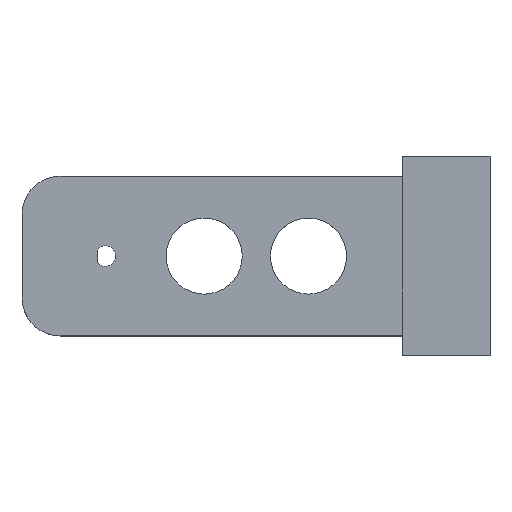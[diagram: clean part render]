
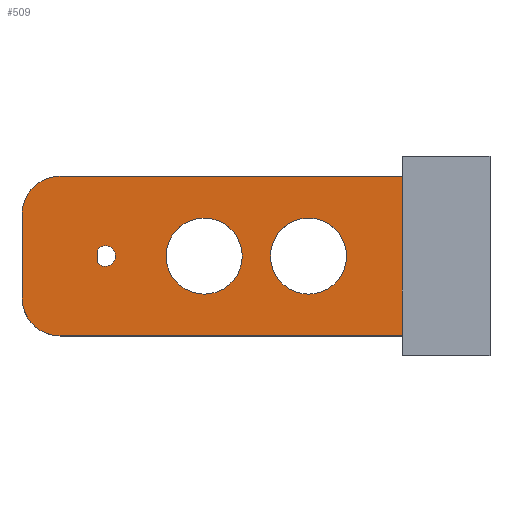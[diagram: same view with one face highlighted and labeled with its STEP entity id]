
A CAD part, top view. The second image highlights one B-rep face of the part: STEP entity #509.
In plain terms, the highlighted planar face has unit normal (0, 0, 1).
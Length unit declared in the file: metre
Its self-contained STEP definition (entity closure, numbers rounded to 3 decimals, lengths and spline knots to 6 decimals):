
#18=CIRCLE('',#550,0.0027);
#19=CIRCLE('',#551,0.01);
#20=CIRCLE('',#552,0.01);
#21=CIRCLE('',#553,0.01);
#22=CIRCLE('',#554,0.01);
#80=ORIENTED_EDGE('',*,*,#214,.F.);
#81=ORIENTED_EDGE('',*,*,#215,.F.);
#82=ORIENTED_EDGE('',*,*,#216,.F.);
#83=ORIENTED_EDGE('',*,*,#217,.F.);
#84=ORIENTED_EDGE('',*,*,#208,.T.);
#85=ORIENTED_EDGE('',*,*,#218,.T.);
#86=ORIENTED_EDGE('',*,*,#210,.T.);
#87=ORIENTED_EDGE('',*,*,#219,.F.);
#88=ORIENTED_EDGE('',*,*,#204,.F.);
#89=ORIENTED_EDGE('',*,*,#220,.T.);
#204=EDGE_CURVE('',#269,#270,#322,.T.);
#208=EDGE_CURVE('',#274,#273,#326,.T.);
#210=EDGE_CURVE('',#275,#276,#328,.T.);
#214=EDGE_CURVE('',#278,#279,#18,.T.);
#215=EDGE_CURVE('',#279,#278,#332,.T.);
#216=EDGE_CURVE('',#280,#280,#19,.T.);
#217=EDGE_CURVE('',#281,#281,#20,.T.);
#218=EDGE_CURVE('',#273,#275,#21,.T.);
#219=EDGE_CURVE('',#270,#276,#333,.T.);
#220=EDGE_CURVE('',#269,#274,#22,.T.);
#269=VERTEX_POINT('',#788);
#270=VERTEX_POINT('',#790);
#273=VERTEX_POINT('',#797);
#274=VERTEX_POINT('',#799);
#275=VERTEX_POINT('',#803);
#276=VERTEX_POINT('',#804);
#278=VERTEX_POINT('',#811);
#279=VERTEX_POINT('',#812);
#280=VERTEX_POINT('',#815);
#281=VERTEX_POINT('',#817);
#322=LINE('',#789,#380);
#326=LINE('',#798,#384);
#328=LINE('',#802,#386);
#332=LINE('',#813,#390);
#333=LINE('',#819,#391);
#380=VECTOR('',#628,1.);
#384=VECTOR('',#634,1.);
#386=VECTOR('',#638,1.);
#390=VECTOR('',#646,1.);
#391=VECTOR('',#653,1.);
#412=EDGE_LOOP('',(#80,#81));
#413=EDGE_LOOP('',(#82));
#414=EDGE_LOOP('',(#83));
#415=EDGE_LOOP('',(#84,#85,#86,#87,#88,#89));
#450=FACE_BOUND('',#412,.T.);
#451=FACE_BOUND('',#413,.T.);
#452=FACE_BOUND('',#414,.T.);
#453=FACE_BOUND('',#415,.T.);
#488=PLANE('',#549);
#509=ADVANCED_FACE('',(#450,#451,#452,#453),#488,.T.);
#549=AXIS2_PLACEMENT_3D('',#809,#642,#643);
#550=AXIS2_PLACEMENT_3D('',#810,#644,#645);
#551=AXIS2_PLACEMENT_3D('',#814,#647,#648);
#552=AXIS2_PLACEMENT_3D('',#816,#649,#650);
#553=AXIS2_PLACEMENT_3D('',#818,#651,#652);
#554=AXIS2_PLACEMENT_3D('',#820,#654,#655);
#628=DIRECTION('',(1.,0.,0.));
#634=DIRECTION('',(0.,-1.,0.));
#638=DIRECTION('',(1.,0.,0.));
#642=DIRECTION('',(0.,0.,1.));
#643=DIRECTION('',(1.,0.,0.));
#644=DIRECTION('',(0.,0.,1.));
#645=DIRECTION('',(1.,0.,0.));
#646=DIRECTION('',(0.,-1.,0.));
#647=DIRECTION('',(0.,0.,1.));
#648=DIRECTION('',(1.,0.,0.));
#649=DIRECTION('',(0.,0.,1.));
#650=DIRECTION('',(1.,0.,0.));
#651=DIRECTION('',(0.,0.,1.));
#652=DIRECTION('',(1.,0.,0.));
#653=DIRECTION('',(0.,-1.,0.));
#654=DIRECTION('',(0.,0.,1.));
#655=DIRECTION('',(1.,0.,0.));
#788=CARTESIAN_POINT('',(-0.04,0.021,0.015));
#789=CARTESIAN_POINT('',(0.,0.021,0.015));
#790=CARTESIAN_POINT('',(0.05,0.021,0.015));
#797=CARTESIAN_POINT('',(-0.05,-0.011,0.015));
#798=CARTESIAN_POINT('',(-0.05,0.,0.015));
#799=CARTESIAN_POINT('',(-0.05,0.011,0.015));
#802=CARTESIAN_POINT('',(0.,-0.021,0.015));
#803=CARTESIAN_POINT('',(-0.04,-0.021,0.015));
#804=CARTESIAN_POINT('',(0.05,-0.021,0.015));
#809=CARTESIAN_POINT('',(0.0115,0.,0.015));
#810=CARTESIAN_POINT('',(-0.028088,0.,0.015));
#811=CARTESIAN_POINT('',(-0.030288,-0.001565,0.015));
#812=CARTESIAN_POINT('',(-0.030288,0.001565,0.015));
#813=CARTESIAN_POINT('',(-0.030288,0.,0.015));
#814=CARTESIAN_POINT('',(0.025304,0.,0.015));
#815=CARTESIAN_POINT('',(0.035304,0.,0.015));
#816=CARTESIAN_POINT('',(-0.002122,0.,0.015));
#817=CARTESIAN_POINT('',(0.007878,0.,0.015));
#818=CARTESIAN_POINT('',(-0.04,-0.011,0.015));
#819=CARTESIAN_POINT('',(0.05,0.,0.015));
#820=CARTESIAN_POINT('',(-0.04,0.011,0.015));
